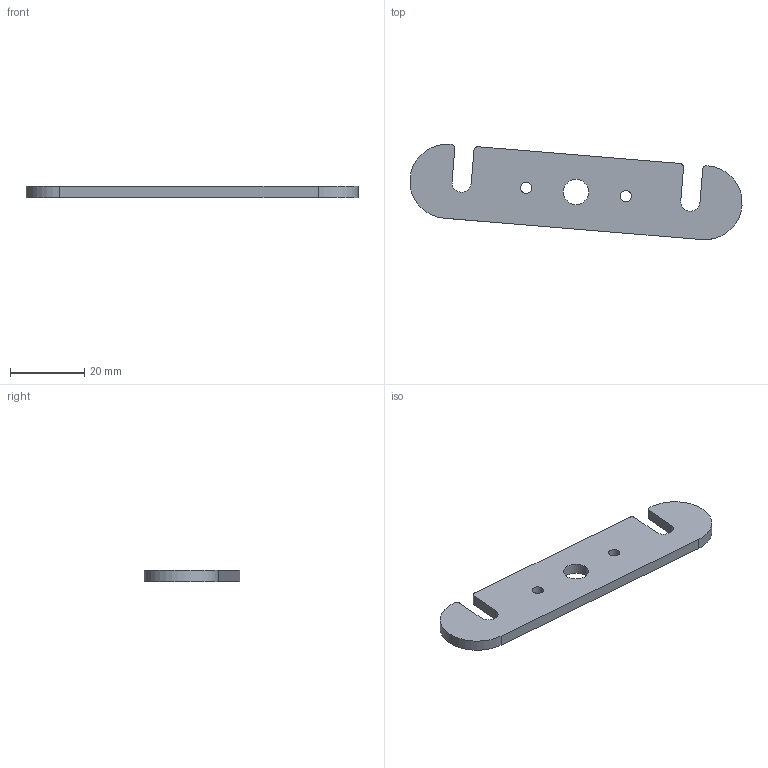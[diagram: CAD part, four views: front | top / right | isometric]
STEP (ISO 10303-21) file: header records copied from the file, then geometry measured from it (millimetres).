
FILE_DESCRIPTION(('FreeCAD Model'),'2;1');
FILE_NAME('PLAQUE5-QTITY1.step', '2018-02-09T21:25:19',('Author'),(''), 'Open CASCADE STEP processor 6.8','FreeCAD','Unknown');
FILE_SCHEMA(('AUTOMOTIVE_DESIGN_CC2 { 1 2 10303 214 -1 1 5 4 }'));
Length unit declared in the file: millimetre
Products named in the file (1): Crank_Rod_1
Bounding box: 89.69 x 25.73 x 3 mm (x, y, z)
Volume: 4612.8 mm3; surface area: 3937 mm2
Topology: 1 solids, 1 shells, 21 faces, 59 edges, 40 vertices
Faces by surface type: cylinder 11, plane 10
Full cylindrical faces by diameter (mm): 3 x2, 6.8 x1
Entity records: 2403 total; most frequent: CARTESIAN_POINT 1268, DIRECTION 191, ORIENTED_EDGE 118, PCURVE 118, DEFINITIONAL_REPRESENTATION 118, LINE 86, VECTOR 86, EDGE_CURVE 59
